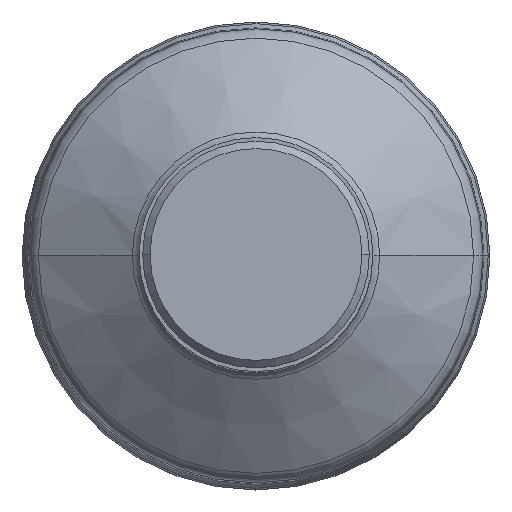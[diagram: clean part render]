
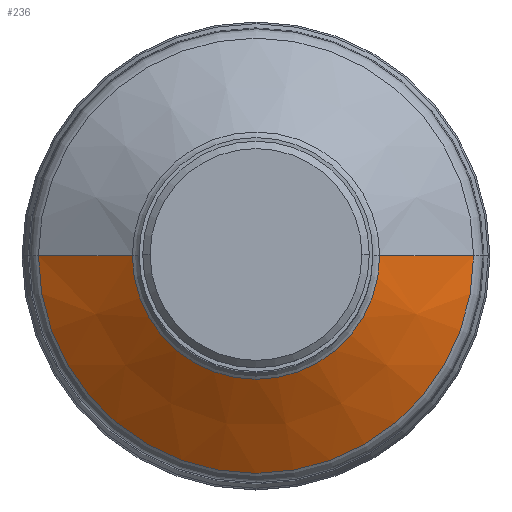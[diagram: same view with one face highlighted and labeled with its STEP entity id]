
A CAD part, top view. The second image highlights one B-rep face of the part: STEP entity #236.
In plain terms, the highlighted conical face has half-angle 55 degrees and reference radius 23.155 mm.
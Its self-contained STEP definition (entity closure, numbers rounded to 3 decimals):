
#236=ADVANCED_FACE('',(#345),#261,.T.);
#261=CONICAL_SURFACE('',#1948,23.155,55.);
#345=FACE_OUTER_BOUND('',#443,.T.);
#443=EDGE_LOOP('',(#808,#809,#810,#811,#812,#813));
#808=ORIENTED_EDGE('',*,*,#1206,.F.);
#809=ORIENTED_EDGE('',*,*,#1207,.F.);
#810=ORIENTED_EDGE('',*,*,#1205,.F.);
#811=ORIENTED_EDGE('',*,*,#1198,.F.);
#812=ORIENTED_EDGE('',*,*,#1197,.F.);
#813=ORIENTED_EDGE('',*,*,#1204,.T.);
#994=VERTEX_POINT('',#4209);
#995=VERTEX_POINT('',#4211);
#996=VERTEX_POINT('',#4213);
#999=VERTEX_POINT('',#4222);
#1000=VERTEX_POINT('',#4224);
#1001=VERTEX_POINT('',#4229);
#1197=EDGE_CURVE('',#994,#995,#1459,.T.);
#1198=EDGE_CURVE('',#995,#996,#1460,.T.);
#1204=EDGE_CURVE('',#994,#1000,#1612,.T.);
#1205=EDGE_CURVE('',#996,#999,#1613,.T.);
#1206=EDGE_CURVE('',#1001,#1000,#1466,.T.);
#1207=EDGE_CURVE('',#999,#1001,#1467,.T.);
#1459=CIRCLE('',#1936,29.532);
#1460=CIRCLE('',#1937,29.532);
#1466=CIRCLE('',#1946,16.779);
#1467=CIRCLE('',#1947,16.779);
#1612=LINE('',#4225,#1636);
#1613=LINE('',#4226,#1637);
#1636=VECTOR('',#2422,1.);
#1637=VECTOR('',#2423,1.);
#1936=AXIS2_PLACEMENT_3D('',#4210,#2404,#2405);
#1937=AXIS2_PLACEMENT_3D('',#4212,#2406,#2407);
#1946=AXIS2_PLACEMENT_3D('',#4228,#2426,#2427);
#1947=AXIS2_PLACEMENT_3D('',#4230,#2428,#2429);
#1948=AXIS2_PLACEMENT_3D('',#4231,#2430,#2431);
#2404=DIRECTION('',(0.,0.,-1.));
#2405=DIRECTION('',(1.,0.,0.));
#2406=DIRECTION('',(0.,0.,-1.));
#2407=DIRECTION('',(1.,-0.001,0.));
#2422=DIRECTION('',(-0.819,0.,0.574));
#2423=DIRECTION('',(0.819,0.,0.574));
#2426=DIRECTION('',(0.,0.,1.));
#2427=DIRECTION('',(-1.,-0.001,0.));
#2428=DIRECTION('',(0.,0.,1.));
#2429=DIRECTION('',(-1.,0.,0.));
#2430=DIRECTION('',(0.,0.,-1.));
#2431=DIRECTION('',(1.,0.,0.));
#4209=CARTESIAN_POINT('',(29.532,0.,-98.75));
#4210=CARTESIAN_POINT('',(0.,0.,-98.75));
#4211=CARTESIAN_POINT('',(29.532,-0.018,-98.75));
#4212=CARTESIAN_POINT('',(0.,0.,-98.75));
#4213=CARTESIAN_POINT('',(-29.532,0.,-98.75));
#4222=CARTESIAN_POINT('',(-16.779,0.,-89.821));
#4224=CARTESIAN_POINT('',(16.779,0.,-89.821));
#4225=CARTESIAN_POINT('',(29.532,0.,-98.75));
#4226=CARTESIAN_POINT('',(-29.532,0.,-98.75));
#4228=CARTESIAN_POINT('',(0.,0.,-89.821));
#4229=CARTESIAN_POINT('',(-16.779,-0.011,-89.821));
#4230=CARTESIAN_POINT('',(0.,0.,-89.821));
#4231=CARTESIAN_POINT('',(0.,0.,-94.285));
